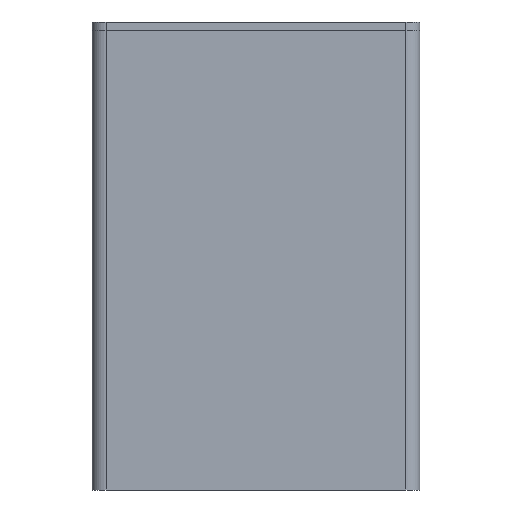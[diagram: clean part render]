
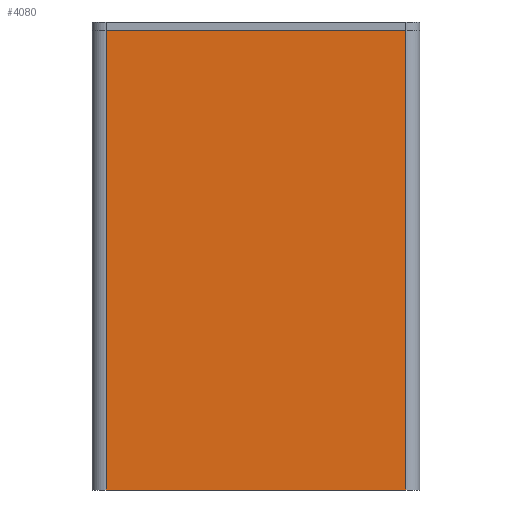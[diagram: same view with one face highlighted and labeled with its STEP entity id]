
A CAD part, front view. The second image highlights one B-rep face of the part: STEP entity #4080.
In plain terms, the highlighted planar face has unit normal (0, -1, 0).
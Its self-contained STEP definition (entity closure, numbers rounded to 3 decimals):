
#269 = ORIENTED_EDGE ( 'NONE', *, *, #370, .T. ) ;
#370 = EDGE_CURVE ( 'NONE', #3288, #3357, #3385, .T. ) ;
#380 = EDGE_CURVE ( 'NONE', #3288, #3079, #1791, .T. ) ;
#512 = ORIENTED_EDGE ( 'NONE', *, *, #1954, .T. ) ;
#535 = ORIENTED_EDGE ( 'NONE', *, *, #380, .F. ) ;
#733 = VECTOR ( 'NONE', #3194, 1000. ) ;
#755 = ORIENTED_EDGE ( 'NONE', *, *, #3867, .F. ) ;
#917 = CARTESIAN_POINT ( 'NONE',  ( -28., -8.35, -0.8 ) ) ;
#946 = DIRECTION ( 'NONE',  ( 0., 1., 0. ) ) ;
#970 = PLANE ( 'NONE',  #3233 ) ;
#974 = DIRECTION ( 'NONE',  ( 0., 0., 1. ) ) ;
#992 = CARTESIAN_POINT ( 'NONE',  ( 28., -8.35, 85. ) ) ;
#1012 = DIRECTION ( 'NONE',  ( -1., 0., 0. ) ) ;
#1248 = CARTESIAN_POINT ( 'NONE',  ( -28., -8.35, 85. ) ) ;
#1262 = CARTESIAN_POINT ( 'NONE',  ( -29., -8.35, 85. ) ) ;
#1506 = EDGE_LOOP ( 'NONE', ( #535, #269, #755, #512 ) ) ;
#1545 = VECTOR ( 'NONE', #974, 1000. ) ;
#1791 = LINE ( 'NONE', #3860, #1937 ) ;
#1937 = VECTOR ( 'NONE', #1012, 1000. ) ;
#1954 = EDGE_CURVE ( 'NONE', #3042, #3079, #4109, .T. ) ;
#2242 = DIRECTION ( 'NONE',  ( 0., 0., 1. ) ) ;
#2747 = DIRECTION ( 'NONE',  ( 1., 0., 0. ) ) ;
#2801 = CARTESIAN_POINT ( 'NONE',  ( -29., -8.35, 85. ) ) ;
#2816 = FACE_OUTER_BOUND ( 'NONE', #1506, .T. ) ;
#3042 = VERTEX_POINT ( 'NONE', #1248 ) ;
#3079 = VERTEX_POINT ( 'NONE', #917 ) ;
#3194 = DIRECTION ( 'NONE',  ( 0., 0., -1. ) ) ;
#3233 = AXIS2_PLACEMENT_3D ( 'NONE', #1262, #946, #2242 ) ;
#3288 = VERTEX_POINT ( 'NONE', #4090 ) ;
#3357 = VERTEX_POINT ( 'NONE', #4100 ) ;
#3385 = LINE ( 'NONE', #992, #1545 ) ;
#3709 = VECTOR ( 'NONE', #2747, 1000. ) ;
#3809 = LINE ( 'NONE', #2801, #3709 ) ;
#3839 = CARTESIAN_POINT ( 'NONE',  ( -28., -8.35, 85. ) ) ;
#3860 = CARTESIAN_POINT ( 'NONE',  ( -30.6, -8.35, -0.8 ) ) ;
#3867 = EDGE_CURVE ( 'NONE', #3042, #3357, #3809, .T. ) ;
#4080 = ADVANCED_FACE ( 'NONE', ( #2816 ), #970, .F. ) ;
#4090 = CARTESIAN_POINT ( 'NONE',  ( 28., -8.35, -0.8 ) ) ;
#4100 = CARTESIAN_POINT ( 'NONE',  ( 28., -8.35, 85. ) ) ;
#4109 = LINE ( 'NONE', #3839, #733 ) ;
